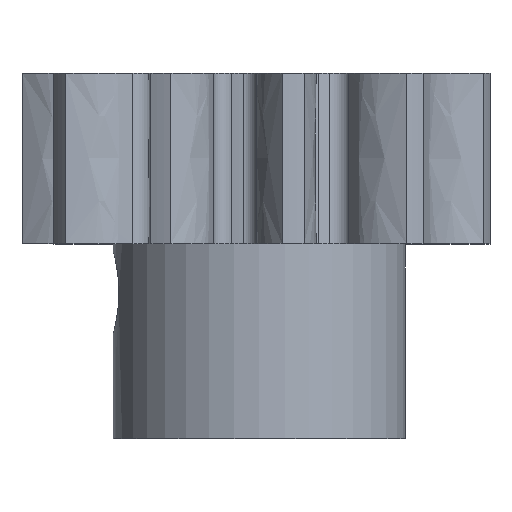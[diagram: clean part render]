
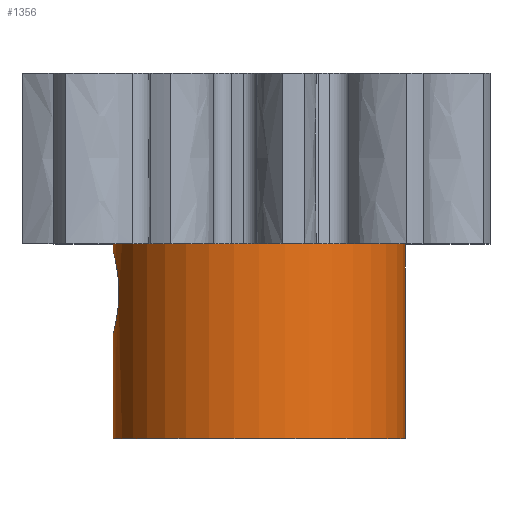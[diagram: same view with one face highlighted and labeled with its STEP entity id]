
A CAD part, top view. The second image highlights one B-rep face of the part: STEP entity #1356.
In plain terms, the highlighted cylindrical face has radius 6 mm (diameter 12 mm), a full revolution.
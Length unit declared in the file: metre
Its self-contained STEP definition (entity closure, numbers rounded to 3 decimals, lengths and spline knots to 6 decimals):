
#78=B_SPLINE_CURVE_WITH_KNOTS('',3,(#4643,#4644,#4645,#4646,#4647,#4648,
#4649,#4650,#4651,#4652,#4653),.UNSPECIFIED.,.T.,.F.,(1,1,1,1,1,1,1,1,1,
1,1,1,1,1,1),(-0.003887,-0.002591,-0.001296,
0.,0.001296,0.002591,0.003887,0.005183,
0.006479,0.007774,0.00907,0.010366,
0.011662,0.012957,0.014253),.UNSPECIFIED.);
#105=CIRCLE('',#1407,0.006);
#174=CIRCLE('',#1512,0.006);
#579=ORIENTED_EDGE('',*,*,#796,.T.);
#580=ORIENTED_EDGE('',*,*,#797,.F.);
#581=ORIENTED_EDGE('',*,*,#636,.T.);
#636=EDGE_CURVE('',#844,#844,#105,.T.);
#796=EDGE_CURVE('',#937,#937,#78,.T.);
#797=EDGE_CURVE('',#938,#938,#174,.T.);
#844=VERTEX_POINT('',#1979);
#937=VERTEX_POINT('',#4654);
#938=VERTEX_POINT('',#4656);
#1151=EDGE_LOOP('',(#579));
#1152=EDGE_LOOP('',(#580));
#1153=EDGE_LOOP('',(#581));
#1231=FACE_BOUND('',#1151,.T.);
#1232=FACE_BOUND('',#1152,.T.);
#1233=FACE_BOUND('',#1153,.T.);
#1285=CYLINDRICAL_SURFACE('',#1511,0.006);
#1356=ADVANCED_FACE('',(#1231,#1232,#1233),#1285,.T.);
#1407=AXIS2_PLACEMENT_3D('',#1978,#1609,#1610);
#1511=AXIS2_PLACEMENT_3D('',#4642,#1864,#1865);
#1512=AXIS2_PLACEMENT_3D('',#4655,#1866,#1867);
#1609=DIRECTION('',(0.,-1.,0.));
#1610=DIRECTION('',(0.,0.,-1.));
#1864=DIRECTION('',(0.,1.,0.));
#1865=DIRECTION('',(0.,0.,1.));
#1866=DIRECTION('',(0.,-1.,0.));
#1867=DIRECTION('',(0.,0.,-1.));
#1978=CARTESIAN_POINT('',(0.,-0.007,0.));
#1979=CARTESIAN_POINT('',(0.,-0.007,-0.006));
#4642=CARTESIAN_POINT('',(0.,-0.015,0.));
#4643=CARTESIAN_POINT('',(-0.005887,-0.010294,-0.001292));
#4644=CARTESIAN_POINT('',(-0.00571,-0.009,-0.001829));
#4645=CARTESIAN_POINT('',(-0.005887,-0.007707,-0.001292));
#4646=CARTESIAN_POINT('',(-0.006057,-0.007171,-0.000002));
#4647=CARTESIAN_POINT('',(-0.005887,-0.007707,0.001294));
#4648=CARTESIAN_POINT('',(-0.00571,-0.008999,0.001828));
#4649=CARTESIAN_POINT('',(-0.005886,-0.010292,0.001294));
#4650=CARTESIAN_POINT('',(-0.006057,-0.010829,0.));
#4651=CARTESIAN_POINT('',(-0.005887,-0.010294,-0.001292));
#4652=CARTESIAN_POINT('',(-0.00571,-0.009,-0.001829));
#4653=CARTESIAN_POINT('',(-0.005887,-0.007707,-0.001292));
#4654=CARTESIAN_POINT('',(-0.005769,-0.009,-0.00165));
#4655=CARTESIAN_POINT('',(0.,-0.015,0.));
#4656=CARTESIAN_POINT('',(0.,-0.015,-0.006));
